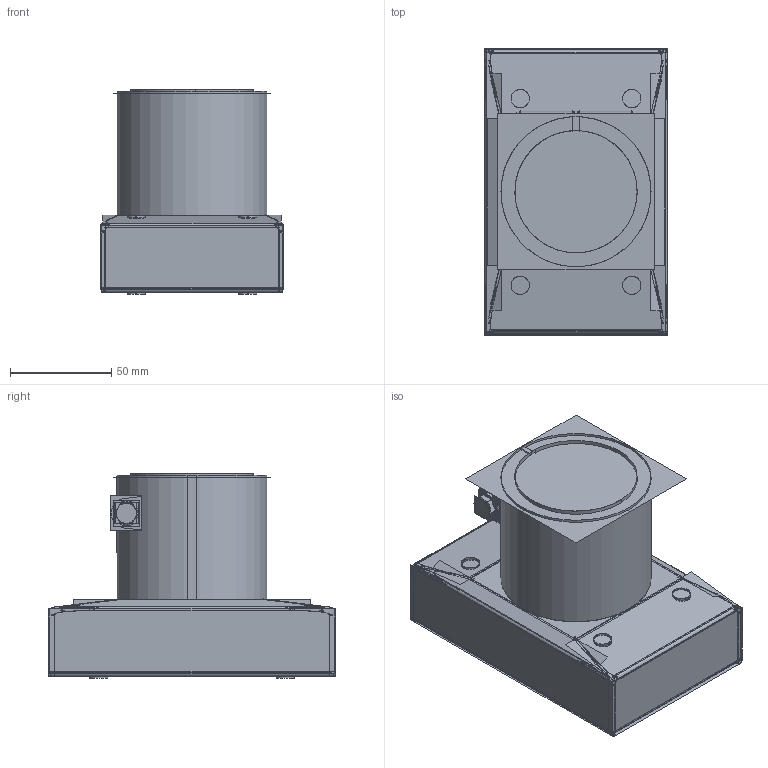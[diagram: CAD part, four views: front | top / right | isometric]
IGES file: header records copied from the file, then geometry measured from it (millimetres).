
Start section:  PTC IGES file: s0280664781.igs
Global section: file name: s0280664781.igs; native system: Pro/ENGINEER by Parametric Technology Corporation; preprocessor: 2005310; author: RCRU51; organization: Unknown; date: 080409.115527; units: millimetre
Bounding box: 90 x 141.44 x 100.61 mm (x, y, z)
Surface area: 592742.3 mm2 (no closed solid volume)
Topology: 0 solids, 0 shells, 268 faces, 6596 edges, 8716 vertices
Faces by surface type: bspline 146, revolution 122
